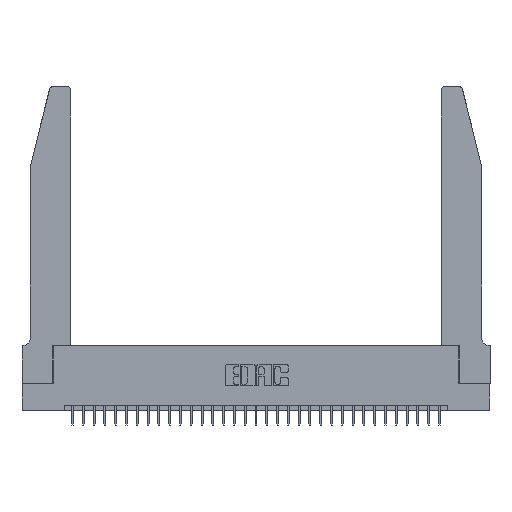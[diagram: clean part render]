
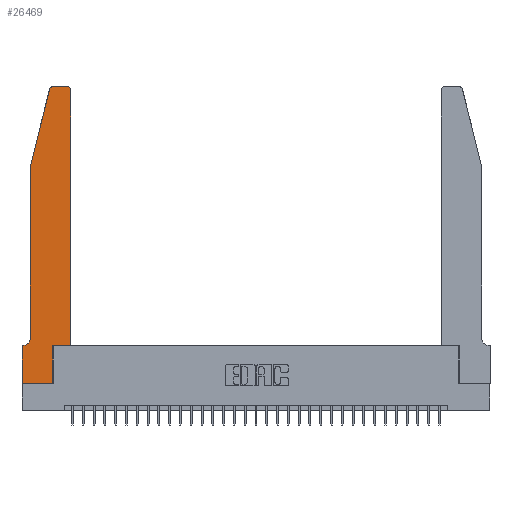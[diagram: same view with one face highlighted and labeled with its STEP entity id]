
A CAD part, top view. The second image highlights one B-rep face of the part: STEP entity #26469.
In plain terms, the highlighted planar face has unit normal (0, 0, 1).
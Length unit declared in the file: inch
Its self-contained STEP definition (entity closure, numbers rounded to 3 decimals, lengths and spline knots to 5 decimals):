
#148 = VERTEX_POINT ( 'NONE', #28295 ) ;
#378 = CARTESIAN_POINT ( 'NONE',  ( 0.284, 2.72, 0.37 ) ) ;
#655 = VECTOR ( 'NONE', #8489, 39.37008 ) ;
#987 = AXIS2_PLACEMENT_3D ( 'NONE', #18673, #18017, #10437 ) ;
#1357 = CARTESIAN_POINT ( 'NONE',  ( 0., 0., 0.37 ) ) ;
#1646 = LINE ( 'NONE', #14260, #12306 ) ;
#1798 = ORIENTED_EDGE ( 'NONE', *, *, #26763, .T. ) ;
#1902 = VERTEX_POINT ( 'NONE', #32104 ) ;
#2544 = DIRECTION ( 'NONE',  ( 0., 0., 1. ) ) ;
#2660 = EDGE_CURVE ( 'NONE', #10807, #8544, #6444, .T. ) ;
#2981 = DIRECTION ( 'NONE',  ( 0., 0., -1. ) ) ;
#3416 = LINE ( 'NONE', #21589, #4916 ) ;
#3721 = AXIS2_PLACEMENT_3D ( 'NONE', #23685, #2981, #8365 ) ;
#4018 = LINE ( 'NONE', #1357, #16592 ) ;
#4557 = DIRECTION ( 'NONE',  ( 1., 0., 0. ) ) ;
#4841 = LINE ( 'NONE', #12101, #18713 ) ;
#4916 = VECTOR ( 'NONE', #25061, 39.37008 ) ;
#5509 = DIRECTION ( 'NONE',  ( 0., 0., 1. ) ) ;
#5732 = VECTOR ( 'NONE', #22090, 39.37008 ) ;
#5802 = VECTOR ( 'NONE', #4557, 39.37008 ) ;
#6444 = CIRCLE ( 'NONE', #16143, 0.03 ) ;
#6611 = CARTESIAN_POINT ( 'NONE',  ( 0.0755, 2., 0.37 ) ) ;
#6773 = VERTEX_POINT ( 'NONE', #28683 ) ;
#6827 = VERTEX_POINT ( 'NONE', #29701 ) ;
#7284 = EDGE_CURVE ( 'NONE', #148, #28678, #3416, .T. ) ;
#7425 = ORIENTED_EDGE ( 'NONE', *, *, #2660, .T. ) ;
#8069 = ORIENTED_EDGE ( 'NONE', *, *, #20048, .T. ) ;
#8365 = DIRECTION ( 'NONE',  ( -1., 0., 0. ) ) ;
#8489 = DIRECTION ( 'NONE',  ( 0., -1., 0. ) ) ;
#8544 = VERTEX_POINT ( 'NONE', #21594 ) ;
#9389 = ORIENTED_EDGE ( 'NONE', *, *, #23785, .T. ) ;
#9874 = CARTESIAN_POINT ( 'NONE',  ( 0.0755, 0.42, 0.37 ) ) ;
#10194 = EDGE_CURVE ( 'NONE', #30476, #1902, #12840, .T. ) ;
#10437 = DIRECTION ( 'NONE',  ( 1., 0., 0. ) ) ;
#10807 = VERTEX_POINT ( 'NONE', #24321 ) ;
#10860 = CARTESIAN_POINT ( 'NONE',  ( 0., 0., 0.37 ) ) ;
#11395 = DIRECTION ( 'NONE',  ( 0., -1., 0. ) ) ;
#11981 = EDGE_CURVE ( 'NONE', #1902, #15824, #23981, .T. ) ;
#12101 = CARTESIAN_POINT ( 'NONE',  ( 0.0755, 2., 0.37 ) ) ;
#12156 = LINE ( 'NONE', #24609, #5732 ) ;
#12306 = VECTOR ( 'NONE', #19657, 39.37008 ) ;
#12341 = ORIENTED_EDGE ( 'NONE', *, *, #10194, .T. ) ;
#12800 = PLANE ( 'NONE',  #987 ) ;
#12840 = CIRCLE ( 'NONE', #3721, 0.07 ) ;
#13216 = DIRECTION ( 'NONE',  ( -1., 0., 0. ) ) ;
#13233 = EDGE_CURVE ( 'NONE', #28678, #6773, #27985, .T. ) ;
#13944 = ORIENTED_EDGE ( 'NONE', *, *, #13233, .T. ) ;
#14260 = CARTESIAN_POINT ( 'NONE',  ( 0.2865, 0.35, 0.37 ) ) ;
#15026 = DIRECTION ( 'NONE',  ( 1., 0., 0. ) ) ;
#15665 = ORIENTED_EDGE ( 'NONE', *, *, #25588, .T. ) ;
#15824 = VERTEX_POINT ( 'NONE', #26412 ) ;
#16089 = CARTESIAN_POINT ( 'NONE',  ( 0.0755, 0.35, 0.37 ) ) ;
#16143 = AXIS2_PLACEMENT_3D ( 'NONE', #378, #2544, #15026 ) ;
#16592 = VECTOR ( 'NONE', #28922, 39.37008 ) ;
#17883 = ORIENTED_EDGE ( 'NONE', *, *, #7284, .T. ) ;
#17986 = DIRECTION ( 'NONE',  ( 1., 0., 0. ) ) ;
#18017 = DIRECTION ( 'NONE',  ( 0., 0., 1. ) ) ;
#18673 = CARTESIAN_POINT ( 'NONE',  ( 0., 0.35, 0.37 ) ) ;
#18713 = VECTOR ( 'NONE', #22867, 39.37008 ) ;
#18833 = ORIENTED_EDGE ( 'NONE', *, *, #26039, .T. ) ;
#19657 = DIRECTION ( 'NONE',  ( 0., 1., 0. ) ) ;
#19693 = VERTEX_POINT ( 'NONE', #32487 ) ;
#20048 = EDGE_CURVE ( 'NONE', #32751, #30476, #31775, .T. ) ;
#21589 = CARTESIAN_POINT ( 'NONE',  ( 0.4505, 0.35, 0.37 ) ) ;
#21594 = CARTESIAN_POINT ( 'NONE',  ( 0.25487, 2.72718, 0.37 ) ) ;
#21603 = CARTESIAN_POINT ( 'NONE',  ( 0.2865, 0.35, 0.37 ) ) ;
#21816 = CARTESIAN_POINT ( 'NONE',  ( 0.0755, 2., 0.37 ) ) ;
#22090 = DIRECTION ( 'NONE',  ( -1., 0., 0. ) ) ;
#22867 = DIRECTION ( 'NONE',  ( -0.239, -0.971, 0. ) ) ;
#22957 = EDGE_LOOP ( 'NONE', ( #9389, #7425, #1798, #8069, #12341, #23106, #29896, #15665, #18833, #31453, #17883, #13944 ) ) ;
#23106 = ORIENTED_EDGE ( 'NONE', *, *, #11981, .T. ) ;
#23556 = VERTEX_POINT ( 'NONE', #21603 ) ;
#23685 = CARTESIAN_POINT ( 'NONE',  ( 0.0055, 0.42, 0.37 ) ) ;
#23785 = EDGE_CURVE ( 'NONE', #6773, #10807, #12156, .T. ) ;
#23981 = LINE ( 'NONE', #16089, #29031 ) ;
#24321 = CARTESIAN_POINT ( 'NONE',  ( 0.284, 2.75, 0.37 ) ) ;
#24609 = CARTESIAN_POINT ( 'NONE',  ( 0.2605, 2.75, 0.37 ) ) ;
#25061 = DIRECTION ( 'NONE',  ( 0., 1., 0. ) ) ;
#25433 = LINE ( 'NONE', #27623, #5802 ) ;
#25588 = EDGE_CURVE ( 'NONE', #19693, #6827, #4018, .T. ) ;
#25673 = CARTESIAN_POINT ( 'NONE',  ( 0.4505, 2.72, 0.37 ) ) ;
#26039 = EDGE_CURVE ( 'NONE', #6827, #23556, #1646, .T. ) ;
#26383 = EDGE_CURVE ( 'NONE', #23556, #148, #25433, .T. ) ;
#26412 = CARTESIAN_POINT ( 'NONE',  ( 0., 0.35, 0.37 ) ) ;
#26469 = ADVANCED_FACE ( 'NONE', ( #28763 ), #12800, .T. ) ;
#26692 = LINE ( 'NONE', #10860, #655 ) ;
#26763 = EDGE_CURVE ( 'NONE', #8544, #32751, #4841, .T. ) ;
#27623 = CARTESIAN_POINT ( 'NONE',  ( 0.4505, 0.35, 0.37 ) ) ;
#27985 = CIRCLE ( 'NONE', #32337, 0.03 ) ;
#28295 = CARTESIAN_POINT ( 'NONE',  ( 0.4505, 0.35, 0.37 ) ) ;
#28678 = VERTEX_POINT ( 'NONE', #25673 ) ;
#28683 = CARTESIAN_POINT ( 'NONE',  ( 0.4205, 2.75, 0.37 ) ) ;
#28763 = FACE_OUTER_BOUND ( 'NONE', #22957, .T. ) ;
#28897 = CARTESIAN_POINT ( 'NONE',  ( 0.4205, 2.72, 0.37 ) ) ;
#28922 = DIRECTION ( 'NONE',  ( 1., 0., 0. ) ) ;
#29031 = VECTOR ( 'NONE', #13216, 39.37008 ) ;
#29701 = CARTESIAN_POINT ( 'NONE',  ( 0.2865, 0., 0.37 ) ) ;
#29896 = ORIENTED_EDGE ( 'NONE', *, *, #30761, .T. ) ;
#30476 = VERTEX_POINT ( 'NONE', #9874 ) ;
#30761 = EDGE_CURVE ( 'NONE', #15824, #19693, #26692, .T. ) ;
#30934 = VECTOR ( 'NONE', #11395, 39.37008 ) ;
#31453 = ORIENTED_EDGE ( 'NONE', *, *, #26383, .T. ) ;
#31775 = LINE ( 'NONE', #21816, #30934 ) ;
#32104 = CARTESIAN_POINT ( 'NONE',  ( 0.0055, 0.35, 0.37 ) ) ;
#32337 = AXIS2_PLACEMENT_3D ( 'NONE', #28897, #5509, #17986 ) ;
#32487 = CARTESIAN_POINT ( 'NONE',  ( 0., 0., 0.37 ) ) ;
#32751 = VERTEX_POINT ( 'NONE', #6611 ) ;
